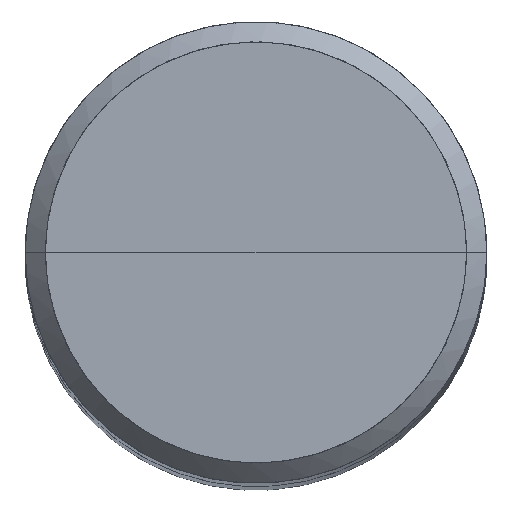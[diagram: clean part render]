
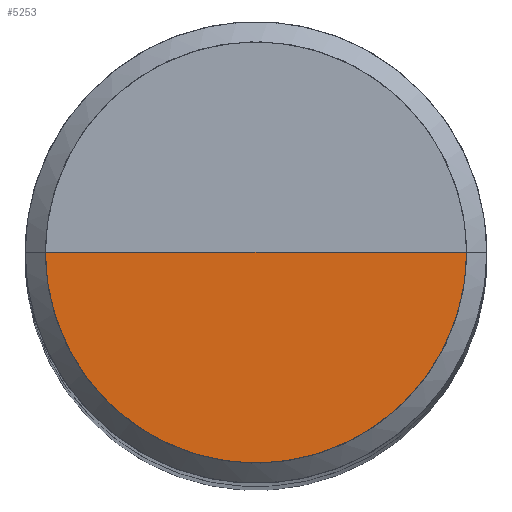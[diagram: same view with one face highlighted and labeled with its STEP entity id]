
A CAD part, top view. The second image highlights one B-rep face of the part: STEP entity #5253.
In plain terms, the highlighted free-form (B-spline) face has degree [1, 2] with [2, 5] control points.
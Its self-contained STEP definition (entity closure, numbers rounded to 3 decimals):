
#4898=CARTESIAN_POINT('',(7.3,0.0,60.0));
#4902=CARTESIAN_POINT('',(-7.3,0.0,60.0));
#4903=CARTESIAN_POINT('',(0.0,0.0,60.0));
#4910=CARTESIAN_POINT('',(-7.3,-7.3,60.0));
#4911=CARTESIAN_POINT('',(0.0,-7.3,60.0));
#4912=CARTESIAN_POINT('',(7.3,-7.3,60.0));
#5238=(
BOUNDED_SURFACE()
B_SPLINE_SURFACE(1,2,(
(#4902,#4910,#4911,#4912,#4898),
(#4903,#4903,#4903,#4903,#4903)
), .UNSPECIFIED.,.F.,.F.,.F.)
B_SPLINE_SURFACE_WITH_KNOTS((2,2),(3,2,3),(
0.0,1.0),(
0.0,0.5,1.0), .UNSPECIFIED.)
GEOMETRIC_REPRESENTATION_ITEM()
RATIONAL_B_SPLINE_SURFACE(((1.0,0.707,1.0,0.707,1.0),
(1.0,0.707,1.0,0.707,1.0)
))
REPRESENTATION_ITEM('')
SURFACE()
);
#5239=(
BOUNDED_CURVE()
B_SPLINE_CURVE(2,(#4898,#4912,#4911,#4910,#4902),.UNSPECIFIED.,.F.,.F.)
B_SPLINE_CURVE_WITH_KNOTS((3,2,3),
(0.0,0.5,1.0),.UNSPECIFIED.)
CURVE()
GEOMETRIC_REPRESENTATION_ITEM()
RATIONAL_B_SPLINE_CURVE((1.0,0.707,1.0,0.707,1.0))
REPRESENTATION_ITEM('')
);
#5240=(
BOUNDED_CURVE()
B_SPLINE_CURVE(1,(#4902,#4903),.UNSPECIFIED.,.F.,.F.)
B_SPLINE_CURVE_WITH_KNOTS((2,2),
(0.0,1.0),.UNSPECIFIED.)
CURVE()
GEOMETRIC_REPRESENTATION_ITEM()
RATIONAL_B_SPLINE_CURVE((1.0,1.0))
REPRESENTATION_ITEM('')
);
#5241=(
BOUNDED_CURVE()
B_SPLINE_CURVE(1,(#4903,#4898),.UNSPECIFIED.,.F.,.F.)
B_SPLINE_CURVE_WITH_KNOTS((2,2),
(0.0,1.0),.UNSPECIFIED.)
CURVE()
GEOMETRIC_REPRESENTATION_ITEM()
RATIONAL_B_SPLINE_CURVE((1.0,1.0))
REPRESENTATION_ITEM('')
);
#5242=VERTEX_POINT('',#4898);
#5243=VERTEX_POINT('',#4902);
#5244=VERTEX_POINT('',#4903);
#5245=EDGE_CURVE('',#5242,#5243,#5239,.T.);
#5246=EDGE_CURVE('',#5243,#5244,#5240,.T.);
#5247=EDGE_CURVE('',#5244,#5242,#5241,.T.);
#5248=ORIENTED_EDGE('',*,*,#5245,.T.);
#5249=ORIENTED_EDGE('',*,*,#5246,.T.);
#5250=ORIENTED_EDGE('',*,*,#5247,.T.);
#5251=EDGE_LOOP('',(#5248,#5249,#5250));
#5252=FACE_OUTER_BOUND('',#5251,.T.);
#5253=ADVANCED_FACE('',(#5252),#5238,.T.);
